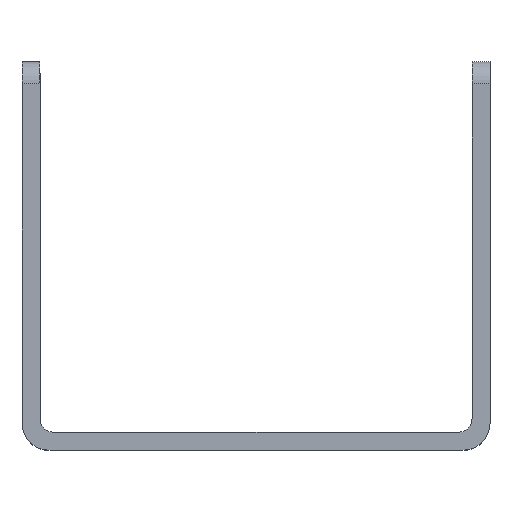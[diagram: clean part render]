
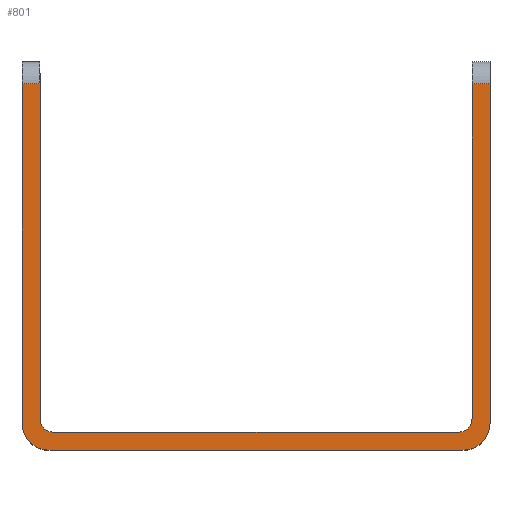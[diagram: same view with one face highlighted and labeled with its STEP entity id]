
A CAD part, top view. The second image highlights one B-rep face of the part: STEP entity #801.
In plain terms, the highlighted planar face has unit normal (0, 0, 1).
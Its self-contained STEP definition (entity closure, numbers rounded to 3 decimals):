
#16 = DIRECTION ( 'NONE',  ( -1., 0., 0. ) ) ;
#17 = VERTEX_POINT ( 'NONE', #991 ) ;
#25 = CARTESIAN_POINT ( 'NONE',  ( 22.5, 2., 10.002 ) ) ;
#95 = DIRECTION ( 'NONE',  ( 0., 1., 0. ) ) ;
#107 = EDGE_CURVE ( 'NONE', #829, #1969, #2158, .T. ) ;
#126 = CARTESIAN_POINT ( 'NONE',  ( -26., 0., 10.002 ) ) ;
#132 = LINE ( 'NONE', #1308, #1238 ) ;
#155 = VERTEX_POINT ( 'NONE', #1640 ) ;
#172 = ORIENTED_EDGE ( 'NONE', *, *, #691, .T. ) ;
#221 = AXIS2_PLACEMENT_3D ( 'NONE', #669, #2461, #16 ) ;
#230 = PLANE ( 'NONE',  #221 ) ;
#236 = ORIENTED_EDGE ( 'NONE', *, *, #1657, .F. ) ;
#271 = ORIENTED_EDGE ( 'NONE', *, *, #765, .T. ) ;
#323 = CARTESIAN_POINT ( 'NONE',  ( 26., 3., 10.002 ) ) ;
#363 = DIRECTION ( 'NONE',  ( -1., 0., 0. ) ) ;
#397 = ORIENTED_EDGE ( 'NONE', *, *, #494, .T. ) ;
#400 = DIRECTION ( 'NONE',  ( 0., 0., -1. ) ) ;
#458 = CARTESIAN_POINT ( 'NONE',  ( 26., 2., 10.002 ) ) ;
#494 = EDGE_CURVE ( 'NONE', #2479, #1032, #2206, .T. ) ;
#514 = AXIS2_PLACEMENT_3D ( 'NONE', #826, #2059, #2455 ) ;
#568 = DIRECTION ( 'NONE',  ( 1., 0., 0. ) ) ;
#577 = DIRECTION ( 'NONE',  ( 0., 1., 0. ) ) ;
#590 = CARTESIAN_POINT ( 'NONE',  ( 24., 0., 10.002 ) ) ;
#603 = VECTOR ( 'NONE', #1486, 1000. ) ;
#617 = LINE ( 'NONE', #1389, #1024 ) ;
#632 = CARTESIAN_POINT ( 'NONE',  ( 26., 40.699, 10.002 ) ) ;
#669 = CARTESIAN_POINT ( 'NONE',  ( -26., 2., 10.002 ) ) ;
#691 = EDGE_CURVE ( 'NONE', #996, #17, #2086, .T. ) ;
#721 = DIRECTION ( 'NONE',  ( 0., 0., -1. ) ) ;
#735 = VECTOR ( 'NONE', #577, 1000. ) ;
#765 = EDGE_CURVE ( 'NONE', #2039, #155, #617, .T. ) ;
#776 = CARTESIAN_POINT ( 'NONE',  ( -26., 2., 10.002 ) ) ;
#787 = DIRECTION ( 'NONE',  ( 0., -1., 0. ) ) ;
#801 = ADVANCED_FACE ( 'NONE', ( #1871 ), #230, .F. ) ;
#826 = CARTESIAN_POINT ( 'NONE',  ( -23., 3., 10.002 ) ) ;
#829 = VERTEX_POINT ( 'NONE', #1033 ) ;
#830 = CARTESIAN_POINT ( 'NONE',  ( -24., 40.699, 10.002 ) ) ;
#893 = LINE ( 'NONE', #126, #1066 ) ;
#920 = ORIENTED_EDGE ( 'NONE', *, *, #1039, .F. ) ;
#953 = CARTESIAN_POINT ( 'NONE',  ( 24., 40.699, 10.002 ) ) ;
#991 = CARTESIAN_POINT ( 'NONE',  ( -24., 3.5, 10.002 ) ) ;
#996 = VERTEX_POINT ( 'NONE', #1694 ) ;
#1024 = VECTOR ( 'NONE', #2019, 1000. ) ;
#1032 = VERTEX_POINT ( 'NONE', #323 ) ;
#1033 = CARTESIAN_POINT ( 'NONE',  ( 24., 40.699, 10.002 ) ) ;
#1039 = EDGE_CURVE ( 'NONE', #996, #2243, #1516, .T. ) ;
#1066 = VECTOR ( 'NONE', #1330, 1000. ) ;
#1073 = EDGE_CURVE ( 'NONE', #17, #2039, #132, .T. ) ;
#1087 = ORIENTED_EDGE ( 'NONE', *, *, #1073, .T. ) ;
#1128 = VERTEX_POINT ( 'NONE', #2212 ) ;
#1130 = CARTESIAN_POINT ( 'NONE',  ( -26., 3., 10.002 ) ) ;
#1139 = CARTESIAN_POINT ( 'NONE',  ( -26., 2., 10.002 ) ) ;
#1211 = DIRECTION ( 'NONE',  ( 0., 0., 1. ) ) ;
#1229 = CIRCLE ( 'NONE', #514, 3. ) ;
#1238 = VECTOR ( 'NONE', #95, 1000. ) ;
#1242 = VERTEX_POINT ( 'NONE', #1826 ) ;
#1266 = EDGE_CURVE ( 'NONE', #2176, #1242, #1229, .T. ) ;
#1294 = ORIENTED_EDGE ( 'NONE', *, *, #2101, .T. ) ;
#1297 = DIRECTION ( 'NONE',  ( 1., 0., 0. ) ) ;
#1308 = CARTESIAN_POINT ( 'NONE',  ( -24., 0., 10.002 ) ) ;
#1318 = AXIS2_PLACEMENT_3D ( 'NONE', #1792, #400, #363 ) ;
#1330 = DIRECTION ( 'NONE',  ( 1., 0., 0. ) ) ;
#1389 = CARTESIAN_POINT ( 'NONE',  ( -24., 40.699, 10.002 ) ) ;
#1433 = ORIENTED_EDGE ( 'NONE', *, *, #2285, .F. ) ;
#1444 = AXIS2_PLACEMENT_3D ( 'NONE', #1726, #721, #2347 ) ;
#1486 = DIRECTION ( 'NONE',  ( 0., -1., 0. ) ) ;
#1498 = ORIENTED_EDGE ( 'NONE', *, *, #107, .F. ) ;
#1516 = LINE ( 'NONE', #1139, #2378 ) ;
#1528 = VECTOR ( 'NONE', #787, 1000. ) ;
#1640 = CARTESIAN_POINT ( 'NONE',  ( -26., 40.699, 10.002 ) ) ;
#1657 = EDGE_CURVE ( 'NONE', #1969, #1032, #1665, .T. ) ;
#1665 = LINE ( 'NONE', #458, #603 ) ;
#1694 = CARTESIAN_POINT ( 'NONE',  ( -22.5, 2., 10.002 ) ) ;
#1726 = CARTESIAN_POINT ( 'NONE',  ( 22.5, 3.5, 10.002 ) ) ;
#1754 = EDGE_CURVE ( 'NONE', #1242, #2479, #893, .T. ) ;
#1766 = ORIENTED_EDGE ( 'NONE', *, *, #1754, .T. ) ;
#1792 = CARTESIAN_POINT ( 'NONE',  ( -22.5, 3.5, 10.002 ) ) ;
#1826 = CARTESIAN_POINT ( 'NONE',  ( -23., 0., 10.002 ) ) ;
#1867 = EDGE_CURVE ( 'NONE', #155, #2176, #1979, .T. ) ;
#1871 = FACE_OUTER_BOUND ( 'NONE', #2301, .T. ) ;
#1907 = ORIENTED_EDGE ( 'NONE', *, *, #1867, .T. ) ;
#1916 = AXIS2_PLACEMENT_3D ( 'NONE', #2388, #1211, #2009 ) ;
#1958 = CIRCLE ( 'NONE', #1444, 1.5 ) ;
#1969 = VERTEX_POINT ( 'NONE', #632 ) ;
#1979 = LINE ( 'NONE', #776, #1528 ) ;
#2009 = DIRECTION ( 'NONE',  ( -1., 0., 0. ) ) ;
#2019 = DIRECTION ( 'NONE',  ( -1., 0., 0. ) ) ;
#2039 = VERTEX_POINT ( 'NONE', #830 ) ;
#2059 = DIRECTION ( 'NONE',  ( 0., 0., 1. ) ) ;
#2086 = CIRCLE ( 'NONE', #1318, 1.5 ) ;
#2101 = EDGE_CURVE ( 'NONE', #1128, #2243, #1958, .T. ) ;
#2154 = CARTESIAN_POINT ( 'NONE',  ( 23., 0., 10.002 ) ) ;
#2158 = LINE ( 'NONE', #953, #2537 ) ;
#2176 = VERTEX_POINT ( 'NONE', #1130 ) ;
#2206 = CIRCLE ( 'NONE', #1916, 3. ) ;
#2212 = CARTESIAN_POINT ( 'NONE',  ( 24., 3.5, 10.002 ) ) ;
#2243 = VERTEX_POINT ( 'NONE', #25 ) ;
#2285 = EDGE_CURVE ( 'NONE', #1128, #829, #2402, .T. ) ;
#2301 = EDGE_LOOP ( 'NONE', ( #1907, #2448, #1766, #397, #236, #1498, #1433, #1294, #920, #172, #1087, #271 ) ) ;
#2347 = DIRECTION ( 'NONE',  ( -1., 0., 0. ) ) ;
#2378 = VECTOR ( 'NONE', #1297, 1000. ) ;
#2388 = CARTESIAN_POINT ( 'NONE',  ( 23., 3., 10.002 ) ) ;
#2402 = LINE ( 'NONE', #590, #735 ) ;
#2448 = ORIENTED_EDGE ( 'NONE', *, *, #1266, .T. ) ;
#2455 = DIRECTION ( 'NONE',  ( -1., 0., 0. ) ) ;
#2461 = DIRECTION ( 'NONE',  ( 0., 0., -1. ) ) ;
#2479 = VERTEX_POINT ( 'NONE', #2154 ) ;
#2537 = VECTOR ( 'NONE', #568, 1000. ) ;
